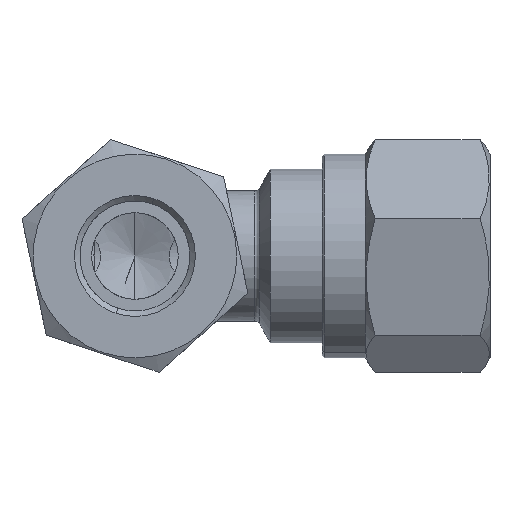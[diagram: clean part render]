
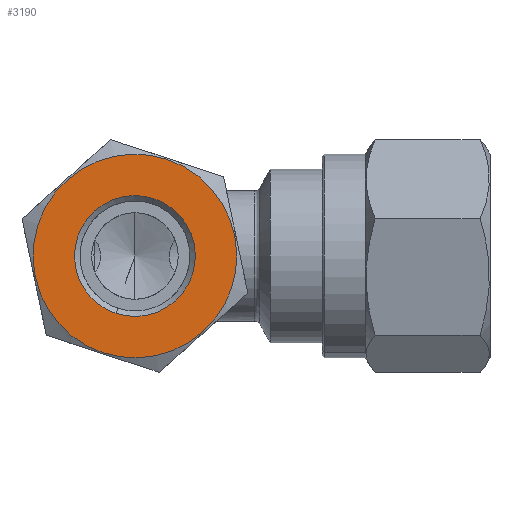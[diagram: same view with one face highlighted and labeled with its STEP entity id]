
A CAD part, front view. The second image highlights one B-rep face of the part: STEP entity #3190.
In plain terms, the highlighted planar face has unit normal (0, -1, 0).
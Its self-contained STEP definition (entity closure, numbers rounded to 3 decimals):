
#729 = CARTESIAN_POINT ( 'NONE',  ( 0., -32.765, 0. ) ) ;
#730 = DIRECTION ( 'NONE',  ( 0., -1., 0. ) ) ;
#731 = DIRECTION ( 'NONE',  ( 0.313, 0., 0.95 ) ) ;
#732 = CARTESIAN_POINT ( 'NONE',  ( 0., -32.765, 0. ) ) ;
#733 = DIRECTION ( 'NONE',  ( 0., 1., 0. ) ) ;
#734 = DIRECTION ( 'NONE',  ( -0.313, 0., -0.95 ) ) ;
#846 = AXIS2_PLACEMENT_3D ( 'NONE', #2054, #2055, #2056 ) ;
#848 = CIRCLE ( 'NONE', #846, 5.575 ) ;
#854 = AXIS2_PLACEMENT_3D ( 'NONE', #4821, #4822, #4823 ) ;
#870 = CIRCLE ( 'NONE', #854, 9.4 ) ;
#1066 = EDGE_CURVE ( 'NONE', #1213, #1214, #3623, .T. ) ;
#1067 = EDGE_CURVE ( 'NONE', #1217, #1216, #3620, .T. ) ;
#1213 = VERTEX_POINT ( 'NONE', #4692 ) ;
#1214 = VERTEX_POINT ( 'NONE', #4693 ) ;
#1216 = VERTEX_POINT ( 'NONE', #4695 ) ;
#1217 = VERTEX_POINT ( 'NONE', #4696 ) ;
#1658 = ORIENTED_EDGE ( 'NONE', *, *, #1961, .T. ) ;
#1659 = ORIENTED_EDGE ( 'NONE', *, *, #1067, .T. ) ;
#1660 = ORIENTED_EDGE ( 'NONE', *, *, #1066, .T. ) ;
#1662 = ORIENTED_EDGE ( 'NONE', *, *, #1957, .T. ) ;
#1957 = EDGE_CURVE ( 'NONE', #1214, #1213, #870, .T. ) ;
#1961 = EDGE_CURVE ( 'NONE', #1216, #1217, #848, .T. ) ;
#2054 = CARTESIAN_POINT ( 'NONE',  ( 0., -32.765, 0. ) ) ;
#2055 = DIRECTION ( 'NONE',  ( 0., 1., 0. ) ) ;
#2056 = DIRECTION ( 'NONE',  ( -0.313, 0., -0.95 ) ) ;
#2534 = FACE_BOUND ( 'NONE', #3862, .T. ) ;
#2535 = FACE_OUTER_BOUND ( 'NONE', #3863, .T. ) ;
#2773 = PLANE ( 'NONE',  #4206 ) ;
#2774 = CARTESIAN_POINT ( 'NONE',  ( -8.929, -32.765, 2.939 ) ) ;
#2775 = DIRECTION ( 'NONE',  ( 0., 1., 0. ) ) ;
#2776 = DIRECTION ( 'NONE',  ( -0.313, 0., -0.95 ) ) ;
#3190 = ADVANCED_FACE ( 'NONE', ( #2534, #2535 ), #2773, .F. ) ;
#3619 = AXIS2_PLACEMENT_3D ( 'NONE', #732, #733, #734 ) ;
#3620 = CIRCLE ( 'NONE', #3619, 5.575 ) ;
#3621 = AXIS2_PLACEMENT_3D ( 'NONE', #729, #730, #731 ) ;
#3623 = CIRCLE ( 'NONE', #3621, 9.4 ) ;
#3862 = EDGE_LOOP ( 'NONE', ( #1658, #1659 ) ) ;
#3863 = EDGE_LOOP ( 'NONE', ( #1660, #1662 ) ) ;
#4206 = AXIS2_PLACEMENT_3D ( 'NONE', #2774, #2775, #2776 ) ;
#4692 = CARTESIAN_POINT ( 'NONE',  ( -2.939, -32.765, -8.929 ) ) ;
#4693 = CARTESIAN_POINT ( 'NONE',  ( 2.939, -32.765, 8.929 ) ) ;
#4695 = CARTESIAN_POINT ( 'NONE',  ( 1.743, -32.765, 5.296 ) ) ;
#4696 = CARTESIAN_POINT ( 'NONE',  ( -1.743, -32.765, -5.296 ) ) ;
#4821 = CARTESIAN_POINT ( 'NONE',  ( 0., -32.765, 0. ) ) ;
#4822 = DIRECTION ( 'NONE',  ( 0., -1., 0. ) ) ;
#4823 = DIRECTION ( 'NONE',  ( 0.313, 0., 0.95 ) ) ;
